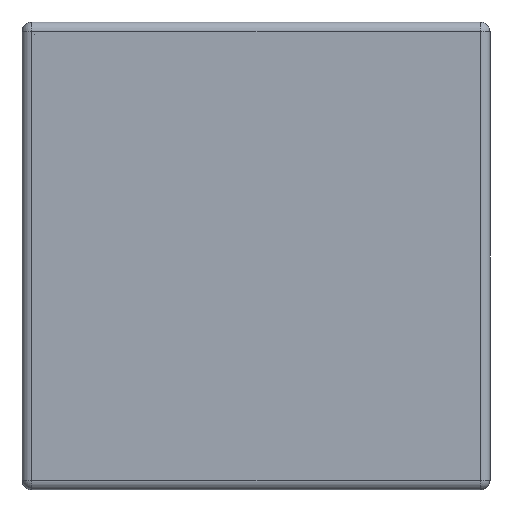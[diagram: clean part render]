
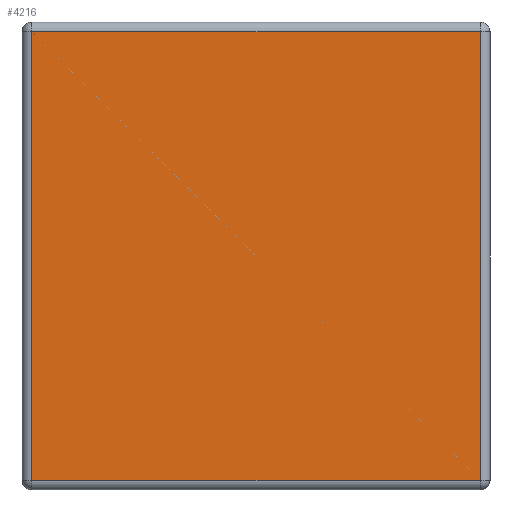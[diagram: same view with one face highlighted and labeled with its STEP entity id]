
A CAD part, left-side view. The second image highlights one B-rep face of the part: STEP entity #4216.
In plain terms, the highlighted planar face has unit normal (-1, 0, 0).
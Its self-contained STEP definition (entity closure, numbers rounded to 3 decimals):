
#9 = CARTESIAN_POINT ( 'NONE',  ( 0., 0.03, 0. ) ) ;
#51 = CARTESIAN_POINT ( 'NONE',  ( 0., 0., 0. ) ) ;
#332 = DIRECTION ( 'NONE',  ( 0., 0., 1. ) ) ;
#472 = LINE ( 'NONE', #1894, #1351 ) ;
#519 = CARTESIAN_POINT ( 'NONE',  ( 0., 0.03, -1.42 ) ) ;
#620 = CARTESIAN_POINT ( 'NONE',  ( 0., 1.42, -0.03 ) ) ;
#673 = PLANE ( 'NONE',  #1997 ) ;
#1116 = EDGE_CURVE ( 'NONE', #1365, #2821, #4117, .T. ) ;
#1267 = ORIENTED_EDGE ( 'NONE', *, *, #1400, .T. ) ;
#1351 = VECTOR ( 'NONE', #3697, 1000. ) ;
#1365 = VERTEX_POINT ( 'NONE', #3279 ) ;
#1400 = EDGE_CURVE ( 'NONE', #2736, #3435, #472, .T. ) ;
#1423 = FACE_OUTER_BOUND ( 'NONE', #2222, .T. ) ;
#1592 = DIRECTION ( 'NONE',  ( 0., 0., -1. ) ) ;
#1894 = CARTESIAN_POINT ( 'NONE',  ( 0., 1.45, -0.03 ) ) ;
#1997 = AXIS2_PLACEMENT_3D ( 'NONE', #51, #2098, #332 ) ;
#2065 = ORIENTED_EDGE ( 'NONE', *, *, #2492, .T. ) ;
#2098 = DIRECTION ( 'NONE',  ( -1., 0., 0. ) ) ;
#2222 = EDGE_LOOP ( 'NONE', ( #4451, #2065, #1267, #4340 ) ) ;
#2294 = VECTOR ( 'NONE', #1592, 1000. ) ;
#2394 = LINE ( 'NONE', #3702, #2294 ) ;
#2439 = DIRECTION ( 'NONE',  ( 0., -1., 0. ) ) ;
#2492 = EDGE_CURVE ( 'NONE', #2821, #2736, #4319, .T. ) ;
#2531 = DIRECTION ( 'NONE',  ( 0., 0., 1. ) ) ;
#2688 = CARTESIAN_POINT ( 'NONE',  ( 0., 0.03, -0.03 ) ) ;
#2736 = VERTEX_POINT ( 'NONE', #2688 ) ;
#2821 = VERTEX_POINT ( 'NONE', #519 ) ;
#3157 = VECTOR ( 'NONE', #2531, 1000. ) ;
#3279 = CARTESIAN_POINT ( 'NONE',  ( 0., 1.42, -1.42 ) ) ;
#3435 = VERTEX_POINT ( 'NONE', #620 ) ;
#3444 = CARTESIAN_POINT ( 'NONE',  ( 0., 0., -1.42 ) ) ;
#3572 = VECTOR ( 'NONE', #2439, 1000. ) ;
#3697 = DIRECTION ( 'NONE',  ( 0., 1., 0. ) ) ;
#3702 = CARTESIAN_POINT ( 'NONE',  ( 0., 1.42, -1.45 ) ) ;
#4117 = LINE ( 'NONE', #3444, #3572 ) ;
#4216 = ADVANCED_FACE ( 'NONE', ( #1423 ), #673, .T. ) ;
#4319 = LINE ( 'NONE', #9, #3157 ) ;
#4340 = ORIENTED_EDGE ( 'NONE', *, *, #4437, .T. ) ;
#4437 = EDGE_CURVE ( 'NONE', #3435, #1365, #2394, .T. ) ;
#4451 = ORIENTED_EDGE ( 'NONE', *, *, #1116, .T. ) ;
